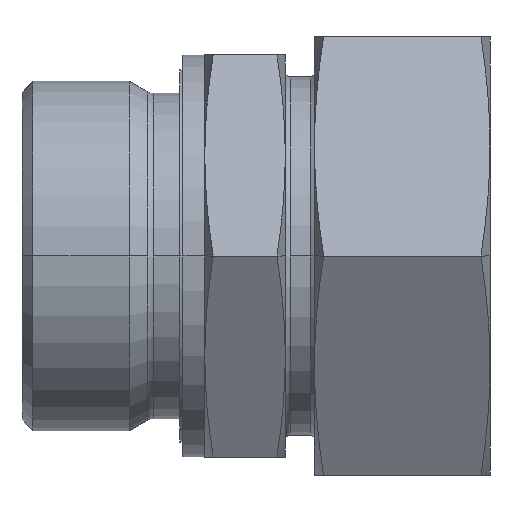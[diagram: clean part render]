
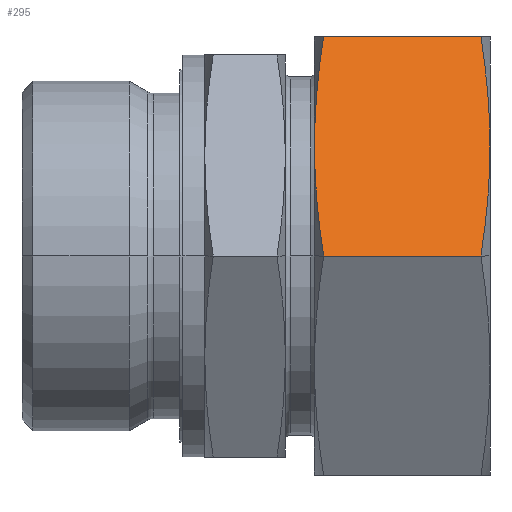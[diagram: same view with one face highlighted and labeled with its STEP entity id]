
A CAD part, front view. The second image highlights one B-rep face of the part: STEP entity #295.
In plain terms, the highlighted planar face has unit normal (0, -0.866, 0.5).
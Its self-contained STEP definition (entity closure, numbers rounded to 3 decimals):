
#295 = ADVANCED_FACE( '', ( #584 ), #585, .F. );
#584 = FACE_OUTER_BOUND( '', #899, .T. );
#585 = PLANE( '', #900 );
#899 = EDGE_LOOP( '', ( #1889, #1890, #1891, #1892, #1893, #1894 ) );
#900 = AXIS2_PLACEMENT_3D( '', #1895, #1896, #1897 );
#1889 = ORIENTED_EDGE( '', *, *, #2371, .F. );
#1890 = ORIENTED_EDGE( '', *, *, #2372, .F. );
#1891 = ORIENTED_EDGE( '', *, *, #2373, .F. );
#1892 = ORIENTED_EDGE( '', *, *, #2374, .F. );
#1893 = ORIENTED_EDGE( '', *, *, #2375, .T. );
#1894 = ORIENTED_EDGE( '', *, *, #2376, .F. );
#1895 = CARTESIAN_POINT( '', ( 44., -34.641, 0. ) );
#1896 = DIRECTION( '', ( 0., 0.866, -0.5 ) );
#1897 = DIRECTION( '', ( 0., -0.5, -0.866 ) );
#2371 = EDGE_CURVE( '', #2896, #2901, #2902, .T. );
#2372 = EDGE_CURVE( '', #2883, #2896, #2903, .T. );
#2373 = EDGE_CURVE( '', #2904, #2883, #2905, .T. );
#2374 = EDGE_CURVE( '', #2906, #2904, #2907, .T. );
#2375 = EDGE_CURVE( '', #2906, #2908, #2909, .T. );
#2376 = EDGE_CURVE( '', #2901, #2908, #2910, .T. );
#2883 = VERTEX_POINT( '', #3801 );
#2896 = VERTEX_POINT( '', #3834 );
#2901 = VERTEX_POINT( '', #3849 );
#2902 = ( B_SPLINE_CURVE( 2, ( #3851, #3852, #3853 ), .UNSPECIFIED., .F., .F. )B_SPLINE_CURVE_WITH_KNOTS( ( 3, 3 ), ( 14.474, 33.824 ), .UNSPECIFIED. )RATIONAL_B_SPLINE_CURVE( ( 1.058, 1.068, 1. ) )BOUNDED_CURVE(  )REPRESENTATION_ITEM( '' )GEOMETRIC_REPRESENTATION_ITEM(  )CURVE(  ) );
#2903 = LINE( '', #3860, #3861 );
#2904 = VERTEX_POINT( '', #3862 );
#2905 = ( B_SPLINE_CURVE( 2, ( #3864, #3865, #3866 ), .UNSPECIFIED., .F., .F. )B_SPLINE_CURVE_WITH_KNOTS( ( 3, 3 ), ( 33.824, 53.173 ), .UNSPECIFIED. )RATIONAL_B_SPLINE_CURVE( ( 1., 1.068, 1.058 ) )BOUNDED_CURVE(  )REPRESENTATION_ITEM( '' )GEOMETRIC_REPRESENTATION_ITEM(  )CURVE(  ) );
#2906 = VERTEX_POINT( '', #3873 );
#2907 = ( B_SPLINE_CURVE( 2, ( #3875, #3876, #3877 ), .UNSPECIFIED., .F., .F. )B_SPLINE_CURVE_WITH_KNOTS( ( 3, 3 ), ( 14.474, 33.824 ), .UNSPECIFIED. )RATIONAL_B_SPLINE_CURVE( ( 1.058, 1.068, 1. ) )BOUNDED_CURVE(  )REPRESENTATION_ITEM( '' )GEOMETRIC_REPRESENTATION_ITEM(  )CURVE(  ) );
#2908 = VERTEX_POINT( '', #3884 );
#2909 = LINE( '', #3885, #3886 );
#2910 = ( B_SPLINE_CURVE( 2, ( #3888, #3889, #3890 ), .UNSPECIFIED., .F., .F. )B_SPLINE_CURVE_WITH_KNOTS( ( 3, 3 ), ( 33.824, 53.173 ), .UNSPECIFIED. )RATIONAL_B_SPLINE_CURVE( ( 1., 1.068, 1.058 ) )BOUNDED_CURVE(  )REPRESENTATION_ITEM( '' )GEOMETRIC_REPRESENTATION_ITEM(  )CURVE(  ) );
#3801 = CARTESIAN_POINT( '', ( 42.756, -34.641, 0. ) );
#3834 = CARTESIAN_POINT( '', ( 21.244, -34.641, 0. ) );
#3849 = CARTESIAN_POINT( '', ( 20., -25.981, 15. ) );
#3851 = CARTESIAN_POINT( '', ( 21.244, -34.641, 0. ) );
#3852 = CARTESIAN_POINT( '', ( 20., -30., 8.038 ) );
#3853 = CARTESIAN_POINT( '', ( 20., -25.981, 15. ) );
#3860 = CARTESIAN_POINT( '', ( 44., -34.641, 0. ) );
#3861 = VECTOR( '', #4596, 1. );
#3862 = CARTESIAN_POINT( '', ( 44., -25.981, 15. ) );
#3864 = CARTESIAN_POINT( '', ( 44., -25.981, 15. ) );
#3865 = CARTESIAN_POINT( '', ( 44., -30., 8.038 ) );
#3866 = CARTESIAN_POINT( '', ( 42.756, -34.641, 0. ) );
#3873 = CARTESIAN_POINT( '', ( 42.756, -17.321, 30. ) );
#3875 = CARTESIAN_POINT( '', ( 42.756, -17.321, 30. ) );
#3876 = CARTESIAN_POINT( '', ( 44., -21.962, 21.962 ) );
#3877 = CARTESIAN_POINT( '', ( 44., -25.981, 15. ) );
#3884 = CARTESIAN_POINT( '', ( 21.244, -17.321, 30. ) );
#3885 = CARTESIAN_POINT( '', ( 44., -17.321, 30. ) );
#3886 = VECTOR( '', #4597, 1. );
#3888 = CARTESIAN_POINT( '', ( 20., -25.981, 15. ) );
#3889 = CARTESIAN_POINT( '', ( 20., -21.962, 21.962 ) );
#3890 = CARTESIAN_POINT( '', ( 21.244, -17.321, 30. ) );
#4596 = DIRECTION( '', ( -1., 0., 0. ) );
#4597 = DIRECTION( '', ( -1., 0., 0. ) );
